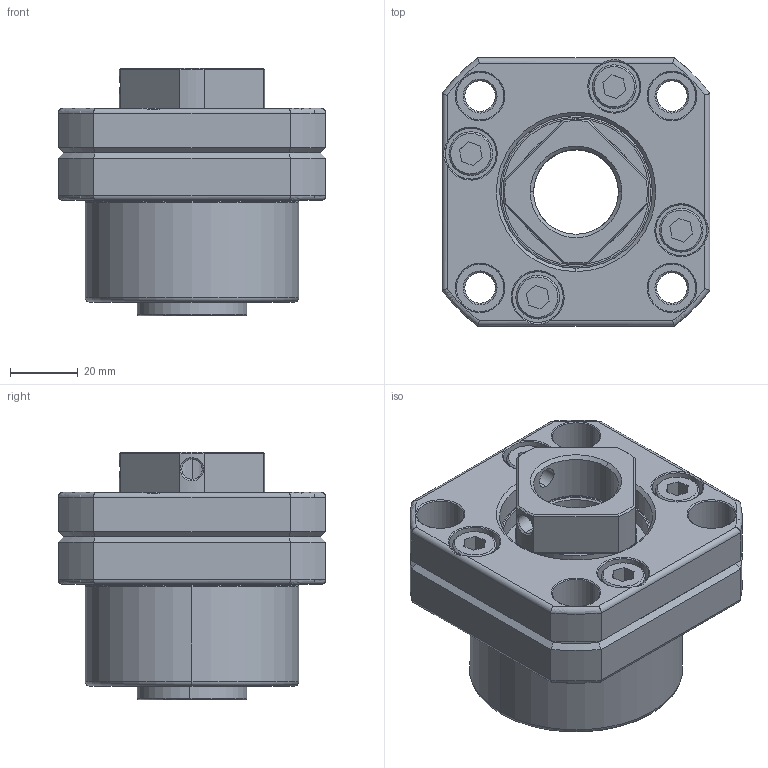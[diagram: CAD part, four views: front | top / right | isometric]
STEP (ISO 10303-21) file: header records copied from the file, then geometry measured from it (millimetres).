
FILE_DESCRIPTION (( 'STEP AP214' ), '1' );
FILE_NAME ('FK25疒玉.STEP', '2018-12-10T05:11:36', ( 'Windows 荤侩磊' ), ( '' ), 'SwSTEP 2.0', 'SolidWorks 2013', '' );
FILE_SCHEMA (( 'AUTOMOTIVE_DESIGN' ));
Length unit declared in the file: millimetre
Products named in the file (8): M8X10L螺絲; BK25鎖固螺帽(成_); 25軸封; FK25軸承_(成_); FK25間隔圈; 7205 軸承; FK25軸承座_體(成_); FK25疒玉
Assembly tree (13 placements, depth 2):
  FK25疒玉
    FK25軸承座_體(成_)
    7205 軸承  x2
    FK25間隔圈  x2
    FK25軸承_(成_)
    25軸封  x2
    BK25鎖固螺帽(成_)
    M8X10L螺絲  x4
Bounding box: 79 x 79 x 73 mm (x, y, z)
Volume: 187832.4 mm3; surface area: 91345.1 mm2
Topology: 41 solids, 41 shells, 560 faces, 1279 edges, 776 vertices
Faces by surface type: cylinder 159, cone 123, plane 114, torus 88, sphere 52, bspline 24
Entity records: 15449 total; most frequent: CARTESIAN_POINT 6285, DIRECTION 1993, ORIENTED_EDGE 1666, AXIS2_PLACEMENT_3D 858, EDGE_CURVE 833, VERTEX_POINT 502, CIRCLE 466, EDGE_LOOP 453
